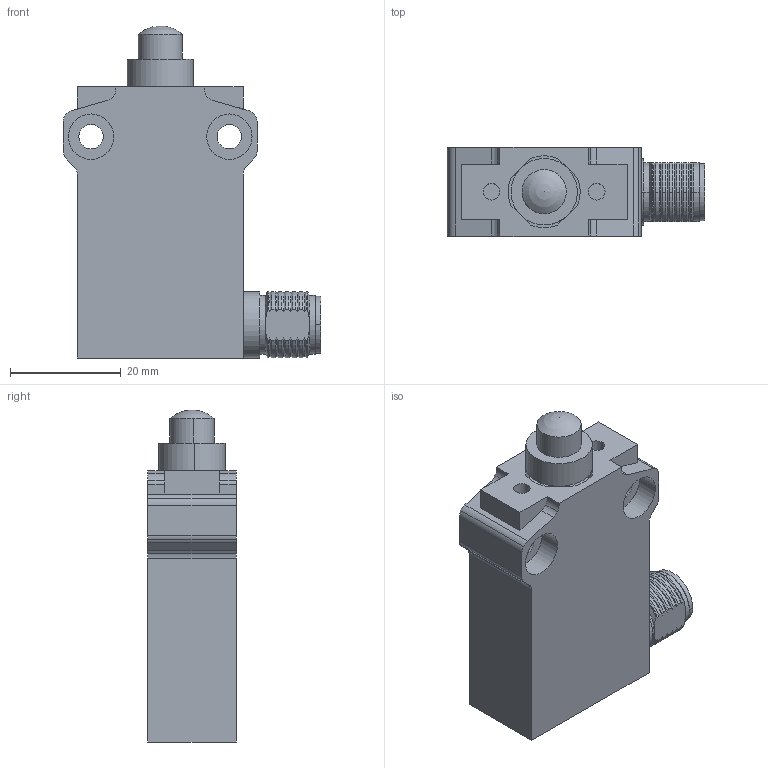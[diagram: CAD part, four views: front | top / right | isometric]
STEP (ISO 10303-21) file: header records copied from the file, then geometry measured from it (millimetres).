
FILE_DESCRIPTION (( 'STEP AP214' ), '1' );
FILE_NAME ('AEP2G11Z11MR.step', '2019-09-05T21:10:33', ( '' ), ( '' ), 'SwSTEP 2.0', 'SolidWorks 2018', '' );
FILE_SCHEMA (( 'AUTOMOTIVE_DESIGN' ));
Length unit declared in the file: inch
Products named in the file (1): AEP2G11Z11MR
Bounding box: 46.5 x 16 x 60 mm (x, y, z)
Volume: 24276.2 mm3; surface area: 7881.7 mm2
Topology: 4 solids, 4 shells, 164 faces, 417 edges, 269 vertices
Faces by surface type: cylinder 79, plane 42, cone 42, sphere 1
Entity records: 7132 total; most frequent: CARTESIAN_POINT 960, DIRECTION 869, ORIENTED_EDGE 830, EDGE_CURVE 415, AXIS2_PLACEMENT_3D 345, VERTEX_POINT 268, CIRCLE 180, VECTOR 179
